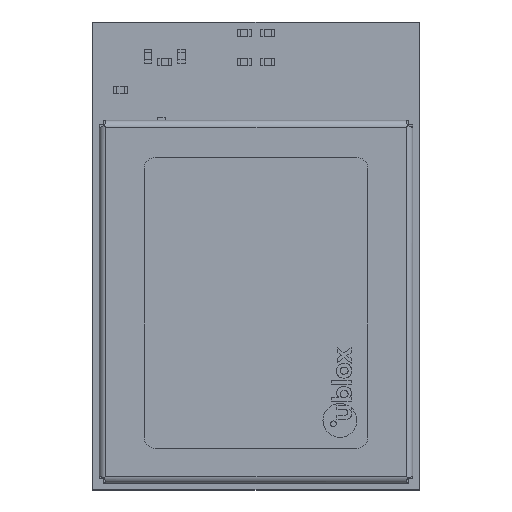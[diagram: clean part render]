
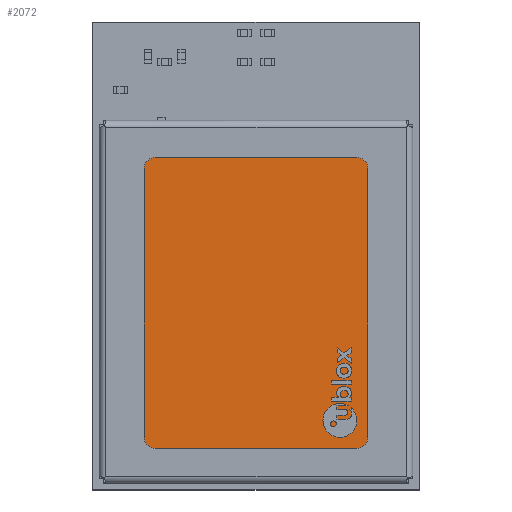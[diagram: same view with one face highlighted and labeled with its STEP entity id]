
A CAD part, top view. The second image highlights one B-rep face of the part: STEP entity #2072.
In plain terms, the highlighted planar face has unit normal (0, 0, 1).
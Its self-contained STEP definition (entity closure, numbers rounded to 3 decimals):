
#1857 = VERTEX_POINT('',#1858);
#1858 = CARTESIAN_POINT('',(-4.,-3.5,0.1));
#1864 = EDGE_CURVE('',#1865,#1857,#1867,.T.);
#1865 = VERTEX_POINT('',#1866);
#1866 = CARTESIAN_POINT('',(-4.,5.5,0.1));
#1867 = LINE('',#1868,#1869);
#1868 = CARTESIAN_POINT('',(-4.,4.,0.1));
#1869 = VECTOR('',#1870,1.);
#1870 = DIRECTION('',(0.,-1.,0.));
#1886 = EDGE_CURVE('',#1887,#1889,#1891,.T.);
#1887 = VERTEX_POINT('',#1888);
#1888 = CARTESIAN_POINT('',(9.,5.5,0.1));
#1889 = VERTEX_POINT('',#1890);
#1890 = CARTESIAN_POINT('',(8.5,6.,0.1));
#1891 = CIRCLE('',#1892,0.5);
#1892 = AXIS2_PLACEMENT_3D('',#1893,#1894,#1895);
#1893 = CARTESIAN_POINT('',(8.5,5.5,0.1));
#1894 = DIRECTION('',(0.,0.,1.));
#1895 = DIRECTION('',(1.,0.,0.));
#1928 = EDGE_CURVE('',#1889,#1929,#1931,.T.);
#1929 = VERTEX_POINT('',#1930);
#1930 = CARTESIAN_POINT('',(-3.5,6.,0.1));
#1931 = LINE('',#1932,#1933);
#1932 = CARTESIAN_POINT('',(-4.,6.,0.1));
#1933 = VECTOR('',#1934,1.);
#1934 = DIRECTION('',(-1.,0.,0.));
#2009 = EDGE_CURVE('',#2010,#2012,#2014,.T.);
#2010 = VERTEX_POINT('',#2011);
#2011 = CARTESIAN_POINT('',(-3.5,-4.,0.1));
#2012 = VERTEX_POINT('',#2013);
#2013 = CARTESIAN_POINT('',(8.5,-4.,0.1));
#2014 = LINE('',#2015,#2016);
#2015 = CARTESIAN_POINT('',(-4.,-4.,0.1));
#2016 = VECTOR('',#2017,1.);
#2017 = DIRECTION('',(1.,0.,0.));
#2040 = EDGE_CURVE('',#1857,#2010,#2041,.T.);
#2041 = CIRCLE('',#2042,0.5);
#2042 = AXIS2_PLACEMENT_3D('',#2043,#2044,#2045);
#2043 = CARTESIAN_POINT('',(-3.5,-3.5,0.1));
#2044 = DIRECTION('',(0.,0.,1.));
#2045 = DIRECTION('',(1.,0.,0.));
#2058 = EDGE_CURVE('',#1929,#1865,#2059,.T.);
#2059 = CIRCLE('',#2060,0.5);
#2060 = AXIS2_PLACEMENT_3D('',#2061,#2062,#2063);
#2061 = CARTESIAN_POINT('',(-3.5,5.5,0.1));
#2062 = DIRECTION('',(0.,0.,1.));
#2063 = DIRECTION('',(1.,0.,0.));
#2072 = ADVANCED_FACE('',(#2073),#2096,.T.);
#2073 = FACE_BOUND('',#2074,.T.);
#2074 = EDGE_LOOP('',(#2075,#2076,#2077,#2078,#2079,#2088,#2094,#2095));
#2075 = ORIENTED_EDGE('',*,*,#2058,.T.);
#2076 = ORIENTED_EDGE('',*,*,#1864,.T.);
#2077 = ORIENTED_EDGE('',*,*,#2040,.T.);
#2078 = ORIENTED_EDGE('',*,*,#2009,.T.);
#2079 = ORIENTED_EDGE('',*,*,#2080,.T.);
#2080 = EDGE_CURVE('',#2012,#2081,#2083,.T.);
#2081 = VERTEX_POINT('',#2082);
#2082 = CARTESIAN_POINT('',(9.,-3.5,0.1));
#2083 = CIRCLE('',#2084,0.5);
#2084 = AXIS2_PLACEMENT_3D('',#2085,#2086,#2087);
#2085 = CARTESIAN_POINT('',(8.5,-3.5,0.1));
#2086 = DIRECTION('',(0.,0.,1.));
#2087 = DIRECTION('',(1.,0.,0.));
#2088 = ORIENTED_EDGE('',*,*,#2089,.T.);
#2089 = EDGE_CURVE('',#2081,#1887,#2090,.T.);
#2090 = LINE('',#2091,#2092);
#2091 = CARTESIAN_POINT('',(9.,4.,0.1));
#2092 = VECTOR('',#2093,1.);
#2093 = DIRECTION('',(0.,1.,0.));
#2094 = ORIENTED_EDGE('',*,*,#1886,.T.);
#2095 = ORIENTED_EDGE('',*,*,#1928,.T.);
#2096 = PLANE('',#2097);
#2097 = AXIS2_PLACEMENT_3D('',#2098,#2099,#2100);
#2098 = CARTESIAN_POINT('',(0.,0.,0.1));
#2099 = DIRECTION('',(0.,0.,1.));
#2100 = DIRECTION('',(1.,0.,0.));
